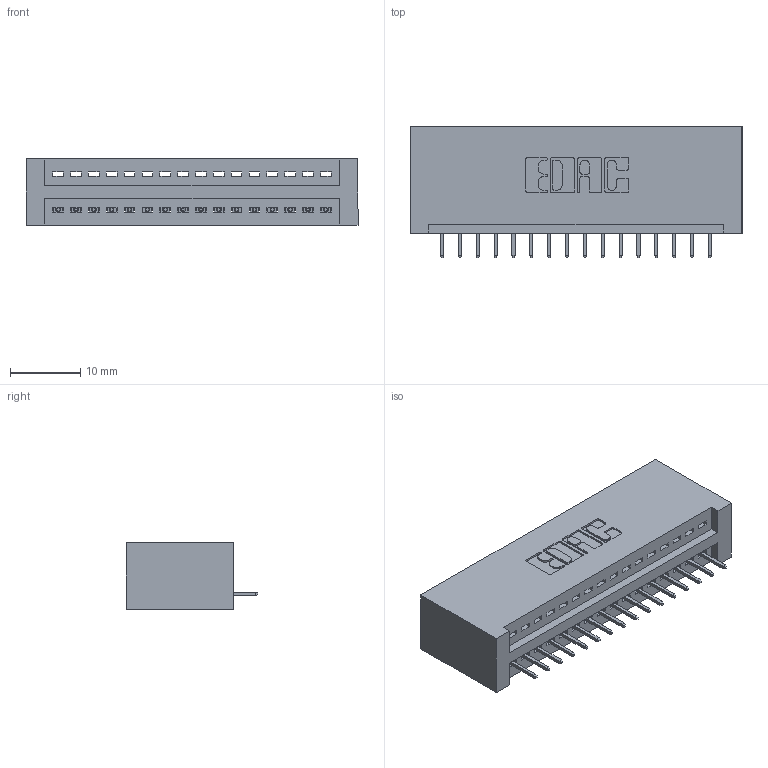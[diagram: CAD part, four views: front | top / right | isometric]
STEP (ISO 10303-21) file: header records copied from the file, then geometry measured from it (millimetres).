
FILE_DESCRIPTION (( 'STEP AP203' ), '1' );
FILE_NAME ('845-016-525-101.STEP', '2020-09-22T18:17:40', ( '' ), ( '' ), 'SwSTEP 2.0', 'SolidWorks 2020', '' );
FILE_SCHEMA (( 'CONFIG_CONTROL_DESIGN' ));
Length unit declared in the file: inch
Products named in the file (3): 345-292-001_345-293-125; 845 Part_No Mounting Lugs; 845-016-525-101
Assembly tree (17 placements, depth 2):
  845-016-525-101
    845 Part_No Mounting Lugs
    345-292-001_345-293-125  x16
Bounding box: 47.24 x 18.72 x 9.4 mm (x, y, z)
Volume: 4793.3 mm3; surface area: 5988.8 mm2
Topology: 17 solids, 17 shells, 1110 faces, 3197 edges, 2066 vertices
Faces by surface type: plane 812, cylinder 298
Entity records: 15339 total; most frequent: CARTESIAN_POINT 2664, ORIENTED_EDGE 2614, DIRECTION 2359, EDGE_CURVE 1307, VECTOR 1123, LINE 1123, VERTEX_POINT 866, AXIS2_PLACEMENT_3D 618
